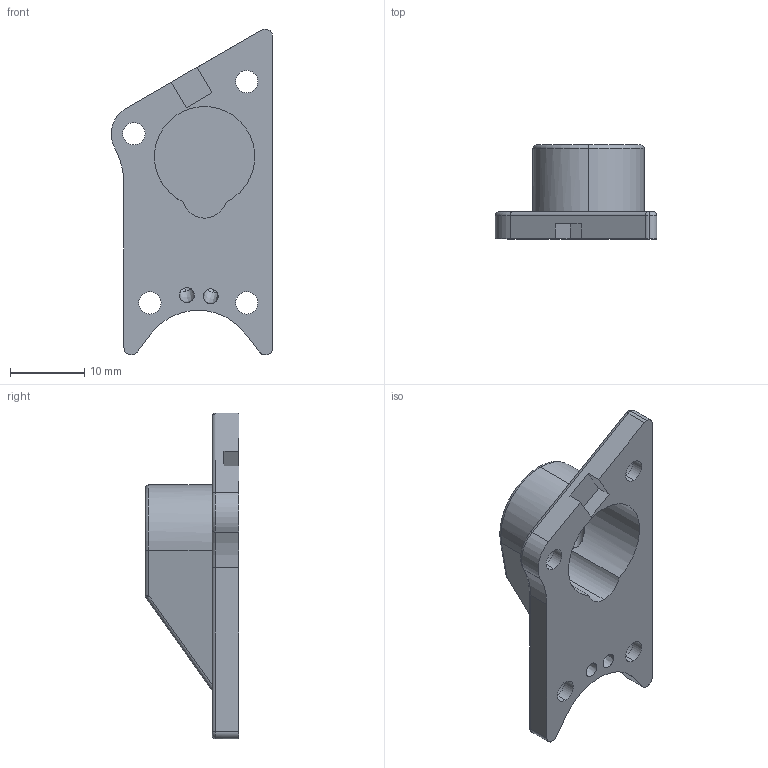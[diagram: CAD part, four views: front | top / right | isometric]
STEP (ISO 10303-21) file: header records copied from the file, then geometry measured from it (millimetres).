
FILE_DESCRIPTION (( 'STEP AP214' ), '1' );
FILE_NAME ('metacover.STEP', '2025-01-20T23:02:44', ( '' ), ( '' ), 'SwSTEP 2.0', 'SolidWorks 2025', '' );
FILE_SCHEMA (( 'AUTOMOTIVE_DESIGN' ));
Length unit declared in the file: millimetre
Products named in the file (1): metacover
Bounding box: 21.7 x 12.6 x 43.81 mm (x, y, z)
Volume: 2787.9 mm3; surface area: 3185.8 mm2
Topology: 1 solids, 1 shells, 86 faces, 216 edges, 134 vertices
Faces by surface type: cylinder 43, plane 21, torus 16, bspline 4, sphere 2
Entity records: 3059 total; most frequent: CARTESIAN_POINT 903, DIRECTION 486, ORIENTED_EDGE 428, EDGE_CURVE 214, AXIS2_PLACEMENT_3D 203, VERTEX_POINT 134, CIRCLE 120, EDGE_LOOP 102
